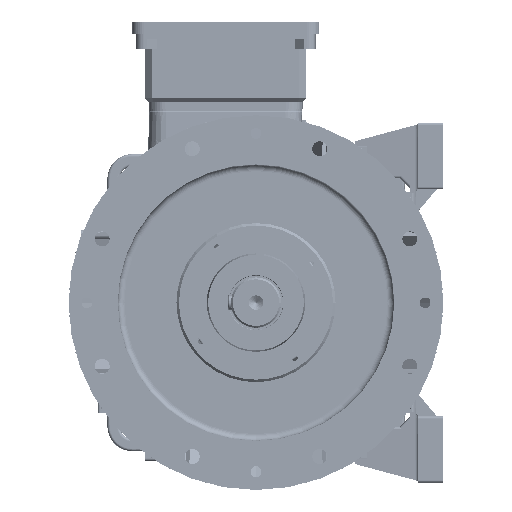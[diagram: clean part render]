
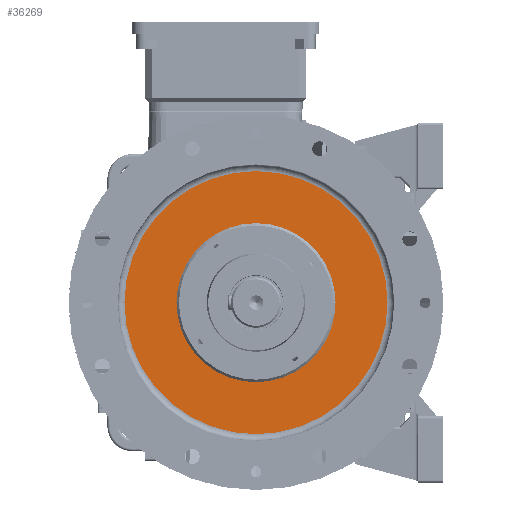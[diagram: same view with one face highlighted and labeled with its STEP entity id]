
A CAD part, left-side view. The second image highlights one B-rep face of the part: STEP entity #36269.
In plain terms, the highlighted planar face has unit normal (-1, 0, 0).
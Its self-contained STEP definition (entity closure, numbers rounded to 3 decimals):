
#3456 = EDGE_LOOP ( 'NONE', ( #75103, #72036 ) ) ;
#10297 = CARTESIAN_POINT ( 'NONE',  ( 19.5, 0., -95.5 ) ) ;
#10703 = CARTESIAN_POINT ( 'NONE',  ( 19.5, 0., 0. ) ) ;
#11976 = EDGE_CURVE ( 'NONE', #119686, #35628, #200309, .T. ) ;
#16001 = EDGE_CURVE ( 'NONE', #85660, #133480, #190589, .T. ) ;
#25146 = DIRECTION ( 'NONE',  ( -1., 0., 0. ) ) ;
#25709 = DIRECTION ( 'NONE',  ( 1., 0., 0. ) ) ;
#25744 = DIRECTION ( 'NONE',  ( 0., 0., 1. ) ) ;
#26159 = AXIS2_PLACEMENT_3D ( 'NONE', #115551, #69463, #49047 ) ;
#29917 = PLANE ( 'NONE',  #101348 ) ;
#35628 = VERTEX_POINT ( 'NONE', #179973 ) ;
#36269 = ADVANCED_FACE ( 'NONE', ( #206106, #46016 ), #29917, .F. ) ;
#40919 = AXIS2_PLACEMENT_3D ( 'NONE', #192069, #56890, #25744 ) ;
#46016 = FACE_OUTER_BOUND ( 'NONE', #3456, .T. ) ;
#49047 = DIRECTION ( 'NONE',  ( 0., 0., 1. ) ) ;
#56890 = DIRECTION ( 'NONE',  ( -1., 0., 0. ) ) ;
#60134 = DIRECTION ( 'NONE',  ( 0., 0., 1. ) ) ;
#69463 = DIRECTION ( 'NONE',  ( -1., 0., 0. ) ) ;
#72036 = ORIENTED_EDGE ( 'NONE', *, *, #73929, .T. ) ;
#72451 = CARTESIAN_POINT ( 'NONE',  ( 19.5, 0., 0. ) ) ;
#73929 = EDGE_CURVE ( 'NONE', #35628, #119686, #150712, .T. ) ;
#75103 = ORIENTED_EDGE ( 'NONE', *, *, #11976, .T. ) ;
#85660 = VERTEX_POINT ( 'NONE', #166641 ) ;
#101348 = AXIS2_PLACEMENT_3D ( 'NONE', #174891, #25709, #189948 ) ;
#103218 = ORIENTED_EDGE ( 'NONE', *, *, #128847, .F. ) ;
#105282 = ORIENTED_EDGE ( 'NONE', *, *, #16001, .F. ) ;
#107799 = DIRECTION ( 'NONE',  ( 0., 0., 1. ) ) ;
#115551 = CARTESIAN_POINT ( 'NONE',  ( 19.5, 0., 0. ) ) ;
#117924 = AXIS2_PLACEMENT_3D ( 'NONE', #10703, #159926, #60134 ) ;
#119686 = VERTEX_POINT ( 'NONE', #121077 ) ;
#121077 = CARTESIAN_POINT ( 'NONE',  ( 19.5, 0., 158. ) ) ;
#128847 = EDGE_CURVE ( 'NONE', #133480, #85660, #143676, .T. ) ;
#133480 = VERTEX_POINT ( 'NONE', #10297 ) ;
#143676 = CIRCLE ( 'NONE', #40919, 95.5 ) ;
#147309 = AXIS2_PLACEMENT_3D ( 'NONE', #72451, #25146, #107799 ) ;
#150712 = CIRCLE ( 'NONE', #147309, 158. ) ;
#159926 = DIRECTION ( 'NONE',  ( -1., 0., 0. ) ) ;
#166641 = CARTESIAN_POINT ( 'NONE',  ( 19.5, 0., 95.5 ) ) ;
#171120 = EDGE_LOOP ( 'NONE', ( #103218, #105282 ) ) ;
#174891 = CARTESIAN_POINT ( 'NONE',  ( 19.5, 158., 0. ) ) ;
#179973 = CARTESIAN_POINT ( 'NONE',  ( 19.5, 0., -158. ) ) ;
#189948 = DIRECTION ( 'NONE',  ( 0., 0., -1. ) ) ;
#190589 = CIRCLE ( 'NONE', #26159, 95.5 ) ;
#192069 = CARTESIAN_POINT ( 'NONE',  ( 19.5, 0., 0. ) ) ;
#200309 = CIRCLE ( 'NONE', #117924, 158. ) ;
#206106 = FACE_BOUND ( 'NONE', #171120, .T. ) ;
